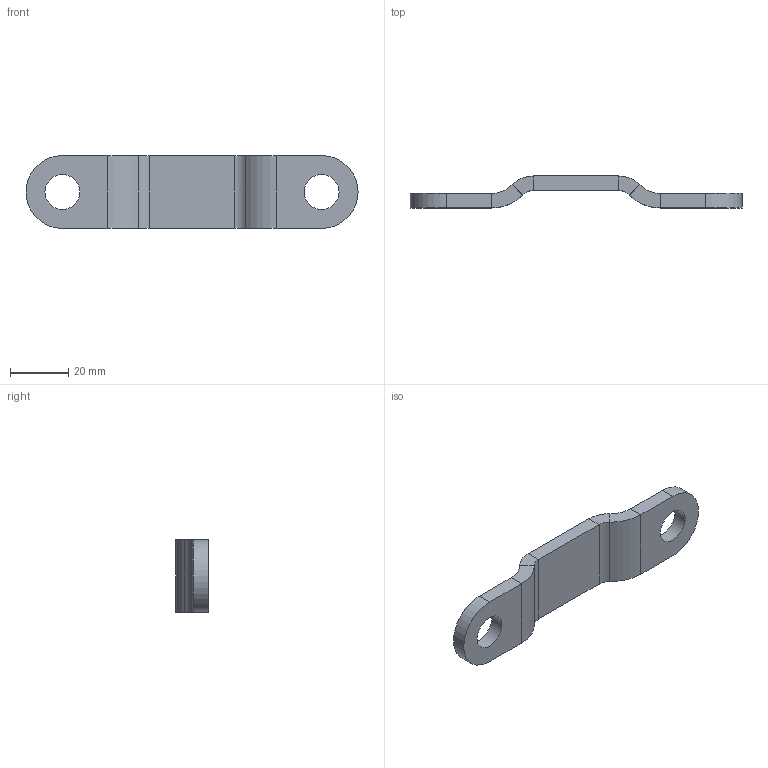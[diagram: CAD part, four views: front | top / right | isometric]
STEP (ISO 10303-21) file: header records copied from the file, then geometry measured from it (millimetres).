
FILE_DESCRIPTION (( 'STEP AP214' ), '1' );
FILE_NAME ('Part6. Link.STEP', '2025-04-01T15:54:20', ( '' ), ( '' ), 'SwSTEP 2.0', 'SolidWorks 2025', '' );
FILE_SCHEMA (( 'AUTOMOTIVE_DESIGN' ));
Length unit declared in the file: millimetre
Products named in the file (1): Part6. Link
Bounding box: 114 x 11 x 25 mm (x, y, z)
Volume: 12854.6 mm3; surface area: 6834 mm2
Topology: 1 solids, 1 shells, 40 faces, 84 edges, 46 vertices
Faces by surface type: plane 28, cylinder 12
Full cylindrical faces by diameter (mm): 12 x2
Entity records: 1035 total; most frequent: DIRECTION 186, CARTESIAN_POINT 165, ORIENTED_EDGE 160, EDGE_CURVE 80, AXIS2_PLACEMENT_3D 65, LINE 56, VECTOR 56, EDGE_LOOP 46
